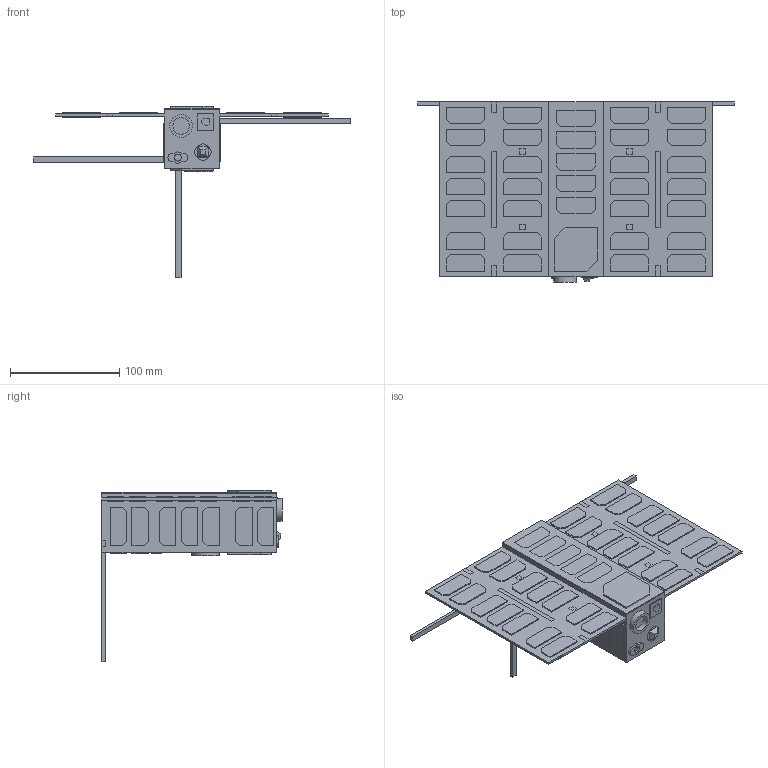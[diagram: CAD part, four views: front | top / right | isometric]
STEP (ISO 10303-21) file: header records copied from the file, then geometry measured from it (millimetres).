
FILE_DESCRIPTION(/* description */ (''),/* implementation_level */ '2;1');
FILE_NAME(/* name */ '231e8c32-ae2b-406b-9474-d40f74e2ec98.stp',/* time_stamp */ '2023-09-26T09:57:17Z',/* author */ (''),/* organization */ (''),/* preprocessor_version */ 'ST-DEVELOPER v20',/* originating_system */ 'Autodesk Translation Framework v12.14.0.127',/* authorisation */ '');
FILE_SCHEMA (('AUTOMOTIVE_DESIGN { 1 0 10303 214 3 1 1 }'));
Length unit declared in the file: millimetre
Products named in the file (28): OPS-SAT_GG; Component1; Celice(Mirror); Celica(Mirror) (1); Celica(Mirror)(Mirror); Celice; Celica; Celica(Mirror); Celice(Mirror) (1) (1); Celica(Mirror)(Mirror) (1) (1); Celice(Mirror) (1); Celica(Mirror) (2); Celica(Mirror)(Mirror) (1); Celice(Mirror) (2)(Mirror) (2); Celica(Mirror)(Mirror) (2)(Mirror) (2); Celice(Mirror) (2); Celica(Mirror) (3); Celica(Mirror)(Mirror) (2); Celice(Mirror) (2)(Mirror); Celica(Mirror) (3)(Mirror); Celica(Mirror)(Mirror) (2)(Mirror); Celice(Mirror) (2)(Mirror) (1); Celica(Mirror) (3)(Mirror) (1); Celica(Mirror)(Mirror) (2)(Mirror) (1); Celice(Mirror) (2)(Mirror)(Mirror); Celica(Mirror) (3)(Mirror)(Mirror); Celica(Mirror)(Mirror) (2)(Mirror)(Mirror); OPS-SAT_Simplified-CFD
Assembly tree (69 placements, depth 3):
  OPS-SAT_GG
    Component1
    Celice  x2
      Celica
      Celica(Mirror)
    Celice(Mirror)
      Celica(Mirror) (1)  x5
      Celica(Mirror)(Mirror)  x2
    Celice(Mirror) (1) (1)
      Celica(Mirror)(Mirror) (1) (1)  x2
    Celice(Mirror) (1)  x2
      Celica(Mirror) (2)
      Celica(Mirror)(Mirror) (1)
    Celice(Mirror) (2)(Mirror) (2)
      Celica(Mirror)(Mirror) (2)(Mirror) (2)  x5
    Celice(Mirror) (2)
      Celica(Mirror) (3)  x5
      Celica(Mirror)(Mirror) (2)  x2
    Celice(Mirror) (2)(Mirror)
      Celica(Mirror) (3)(Mirror)  x5
      Celica(Mirror)(Mirror) (2)(Mirror)  x2
    Celice(Mirror) (2)(Mirror) (1)
      Celica(Mirror) (3)(Mirror) (1)  x5
      Celica(Mirror)(Mirror) (2)(Mirror) (1)  x2
    Celice(Mirror) (2)(Mirror)(Mirror)
      Celica(Mirror) (3)(Mirror)(Mirror)  x5
      Celica(Mirror)(Mirror) (2)(Mirror)(Mirror)  x2
    OPS-SAT_Simplified-CFD
Bounding box: 290 x 165 x 157 mm (x, y, z)
Volume: 1050004.4 mm3; surface area: 293925.5 mm2
Topology: 77 solids, 77 shells, 714 faces, 1637 edges, 1082 vertices
Faces by surface type: plane 702, cylinder 12
Full cylindrical faces by diameter (mm): 6.325 x1, 15 x1, 21 x1, 25 x1
Entity records: 9049 total; most frequent: CARTESIAN_POINT 1478, DIRECTION 1447, ORIENTED_EDGE 1330, EDGE_CURVE 665, LINE 641, VECTOR 641, VERTEX_POINT 434, AXIS2_PLACEMENT_3D 403
